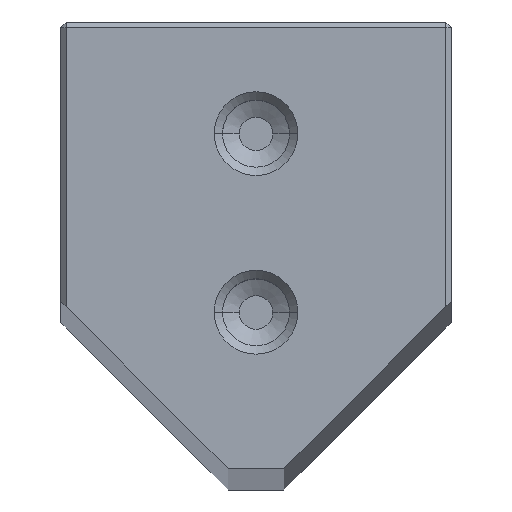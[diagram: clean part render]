
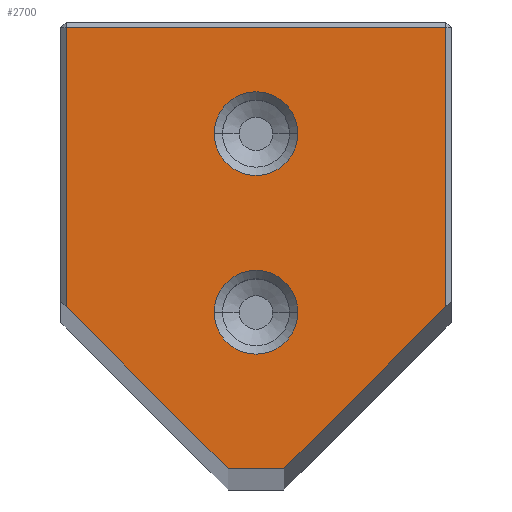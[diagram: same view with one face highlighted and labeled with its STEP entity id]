
A CAD part, top view. The second image highlights one B-rep face of the part: STEP entity #2700.
In plain terms, the highlighted planar face has unit normal (0, 0, 1).
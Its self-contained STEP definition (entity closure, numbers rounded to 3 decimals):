
#2700=ADVANCED_FACE('',(#3737,#3738,#3739),#3069,.T.);
#3069=PLANE('',#10149);
#3327=CIRCLE('',#9939,3.75);
#3329=CIRCLE('',#9942,3.75);
#3468=CIRCLE('',#10147,3.75);
#3469=CIRCLE('',#10148,3.75);
#3737=FACE_BOUND('',#3900,.T.);
#3738=FACE_BOUND('',#3901,.T.);
#3739=FACE_BOUND('',#3902,.T.);
#3900=EDGE_LOOP('',(#4914,#4915));
#3901=EDGE_LOOP('',(#4916,#4917));
#3902=EDGE_LOOP('',(#4918,#4919,#4920,#4921,#4922,#4923));
#4914=ORIENTED_EDGE('',*,*,#7565,.T.);
#4915=ORIENTED_EDGE('',*,*,#7824,.T.);
#4916=ORIENTED_EDGE('',*,*,#7561,.T.);
#4917=ORIENTED_EDGE('',*,*,#7825,.T.);
#4918=ORIENTED_EDGE('',*,*,#7798,.T.);
#4919=ORIENTED_EDGE('',*,*,#7826,.T.);
#4920=ORIENTED_EDGE('',*,*,#7827,.T.);
#4921=ORIENTED_EDGE('',*,*,#7828,.T.);
#4922=ORIENTED_EDGE('',*,*,#7804,.T.);
#4923=ORIENTED_EDGE('',*,*,#7800,.T.);
#6813=VERTEX_POINT('',#13097);
#6814=VERTEX_POINT('',#13099);
#6817=VERTEX_POINT('',#13106);
#6818=VERTEX_POINT('',#13108);
#6987=VERTEX_POINT('',#13570);
#6988=VERTEX_POINT('',#13572);
#6989=VERTEX_POINT('',#13576);
#6992=VERTEX_POINT('',#13584);
#6999=VERTEX_POINT('',#13616);
#7000=VERTEX_POINT('',#13618);
#7561=EDGE_CURVE('',#6814,#6813,#3327,.T.);
#7565=EDGE_CURVE('',#6818,#6817,#3329,.T.);
#7798=EDGE_CURVE('',#6988,#6987,#8691,.T.);
#7800=EDGE_CURVE('',#6989,#6988,#8693,.T.);
#7804=EDGE_CURVE('',#6992,#6989,#8697,.T.);
#7824=EDGE_CURVE('',#6817,#6818,#3468,.T.);
#7825=EDGE_CURVE('',#6813,#6814,#3469,.T.);
#7826=EDGE_CURVE('',#6987,#6999,#8706,.T.);
#7827=EDGE_CURVE('',#6999,#7000,#8707,.T.);
#7828=EDGE_CURVE('',#7000,#6992,#8708,.T.);
#8691=LINE('',#13571,#9433);
#8693=LINE('',#13575,#9435);
#8697=LINE('',#13583,#9439);
#8706=LINE('',#13615,#9448);
#8707=LINE('',#13617,#9449);
#8708=LINE('',#13619,#9450);
#9433=VECTOR('',#11192,1.);
#9435=VECTOR('',#11196,1.);
#9439=VECTOR('',#11202,1.);
#9448=VECTOR('',#11243,1.);
#9449=VECTOR('',#11244,1.);
#9450=VECTOR('',#11245,1.);
#9939=AXIS2_PLACEMENT_3D('',#13098,#10701,#10702);
#9942=AXIS2_PLACEMENT_3D('',#13107,#10709,#10710);
#10147=AXIS2_PLACEMENT_3D('',#13613,#11239,#11240);
#10148=AXIS2_PLACEMENT_3D('',#13614,#11241,#11242);
#10149=AXIS2_PLACEMENT_3D('',#13620,#11246,#11247);
#10701=DIRECTION('',(0.,0.,-1.));
#10702=DIRECTION('',(1.,0.,0.));
#10709=DIRECTION('',(0.,0.,-1.));
#10710=DIRECTION('',(1.,0.,0.));
#11192=DIRECTION('',(0.707,0.707,0.));
#11196=DIRECTION('',(1.,0.,0.));
#11202=DIRECTION('',(0.707,-0.707,0.));
#11239=DIRECTION('',(0.,0.,-1.));
#11240=DIRECTION('',(1.,0.,0.));
#11241=DIRECTION('',(0.,0.,-1.));
#11242=DIRECTION('',(1.,0.,0.));
#11243=DIRECTION('',(0.,1.,0.));
#11244=DIRECTION('',(-1.,0.,0.));
#11245=DIRECTION('',(0.,-1.,0.));
#11246=DIRECTION('',(0.,0.,1.));
#11247=DIRECTION('',(1.,0.,0.));
#13097=CARTESIAN_POINT('',(-3.75,64.,0.));
#13098=CARTESIAN_POINT('',(0.,64.,0.));
#13099=CARTESIAN_POINT('',(3.75,64.,0.));
#13106=CARTESIAN_POINT('',(-3.75,48.,0.));
#13107=CARTESIAN_POINT('',(0.,48.,0.));
#13108=CARTESIAN_POINT('',(3.75,48.,0.));
#13570=CARTESIAN_POINT('',(17.,48.5,0.));
#13571=CARTESIAN_POINT('',(2.5,34.,0.));
#13572=CARTESIAN_POINT('',(2.5,34.,0.));
#13575=CARTESIAN_POINT('',(-2.5,34.,0.));
#13576=CARTESIAN_POINT('',(-2.5,34.,0.));
#13583=CARTESIAN_POINT('',(-2.5,34.,0.));
#13584=CARTESIAN_POINT('',(-17.,48.5,0.));
#13613=CARTESIAN_POINT('',(0.,48.,0.));
#13614=CARTESIAN_POINT('',(0.,64.,0.));
#13615=CARTESIAN_POINT('',(17.,31.5,0.));
#13616=CARTESIAN_POINT('',(17.,73.5,0.));
#13617=CARTESIAN_POINT('',(0.,73.5,0.));
#13618=CARTESIAN_POINT('',(-17.,73.5,0.));
#13619=CARTESIAN_POINT('',(-17.,31.5,0.));
#13620=CARTESIAN_POINT('',(0.,31.5,0.));
